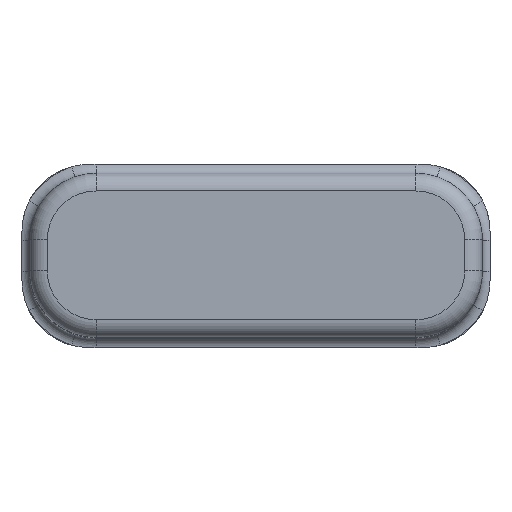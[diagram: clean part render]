
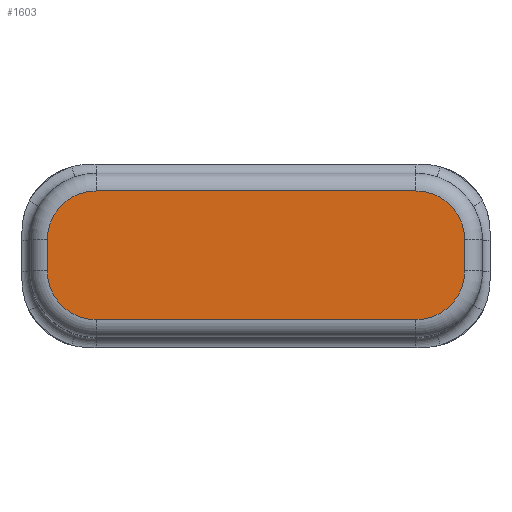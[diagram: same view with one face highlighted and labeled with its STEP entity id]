
A CAD part, top view. The second image highlights one B-rep face of the part: STEP entity #1603.
In plain terms, the highlighted planar face has unit normal (0, 0, 1).
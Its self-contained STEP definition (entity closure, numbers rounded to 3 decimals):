
#101=PLANE('',#1791);
#205=FACE_OUTER_BOUND('',#317,.T.);
#317=EDGE_LOOP('',(#1236,#1237,#1238,#1239,#1240,#1241,#1242,#1243));
#412=LINE('',#2742,#496);
#413=LINE('',#2751,#497);
#414=LINE('',#2759,#498);
#415=LINE('',#2768,#499);
#496=VECTOR('',#2113,10.);
#497=VECTOR('',#2126,10.);
#498=VECTOR('',#2137,10.);
#499=VECTOR('',#2148,10.);
#606=CIRCLE('',#1772,1.1);
#610=CIRCLE('',#1778,1.1);
#613=CIRCLE('',#1783,1.1);
#615=CIRCLE('',#1787,1.1);
#743=VERTEX_POINT('',#2735);
#746=VERTEX_POINT('',#2740);
#747=VERTEX_POINT('',#2744);
#748=VERTEX_POINT('',#2749);
#749=VERTEX_POINT('',#2753);
#750=VERTEX_POINT('',#2757);
#751=VERTEX_POINT('',#2761);
#753=VERTEX_POINT('',#2766);
#916=EDGE_CURVE('',#746,#743,#412,.T.);
#918=EDGE_CURVE('',#747,#746,#606,.T.);
#921=EDGE_CURVE('',#748,#747,#413,.T.);
#923=EDGE_CURVE('',#749,#748,#610,.T.);
#925=EDGE_CURVE('',#750,#749,#414,.T.);
#927=EDGE_CURVE('',#751,#750,#613,.T.);
#929=EDGE_CURVE('',#753,#751,#415,.T.);
#931=EDGE_CURVE('',#743,#753,#615,.T.);
#1236=ORIENTED_EDGE('',*,*,#916,.F.);
#1237=ORIENTED_EDGE('',*,*,#918,.F.);
#1238=ORIENTED_EDGE('',*,*,#921,.F.);
#1239=ORIENTED_EDGE('',*,*,#923,.F.);
#1240=ORIENTED_EDGE('',*,*,#925,.F.);
#1241=ORIENTED_EDGE('',*,*,#927,.F.);
#1242=ORIENTED_EDGE('',*,*,#929,.F.);
#1243=ORIENTED_EDGE('',*,*,#931,.F.);
#1603=ADVANCED_FACE('',(#205),#101,.T.);
#1772=AXIS2_PLACEMENT_3D('',#2746,#2118,#2119);
#1778=AXIS2_PLACEMENT_3D('',#2755,#2131,#2132);
#1783=AXIS2_PLACEMENT_3D('',#2763,#2142,#2143);
#1787=AXIS2_PLACEMENT_3D('',#2771,#2152,#2153);
#1791=AXIS2_PLACEMENT_3D('',#2777,#2162,#2163);
#2113=DIRECTION('',(0.,-1.,0.));
#2118=DIRECTION('center_axis',(0.,0.,-1.));
#2119=DIRECTION('ref_axis',(0.707,0.707,0.));
#2126=DIRECTION('',(1.,0.,0.));
#2131=DIRECTION('center_axis',(0.,0.,-1.));
#2132=DIRECTION('ref_axis',(-0.707,0.707,0.));
#2137=DIRECTION('',(0.,1.,0.));
#2142=DIRECTION('center_axis',(0.,0.,-1.));
#2143=DIRECTION('ref_axis',(-0.707,-0.707,0.));
#2148=DIRECTION('',(-1.,0.,0.));
#2152=DIRECTION('center_axis',(0.,0.,-1.));
#2153=DIRECTION('ref_axis',(0.707,-0.707,0.));
#2162=DIRECTION('center_axis',(0.,0.,1.));
#2163=DIRECTION('ref_axis',(1.,0.,0.));
#2735=CARTESIAN_POINT('',(4.7,-0.35,7.8));
#2740=CARTESIAN_POINT('',(4.7,0.35,7.8));
#2742=CARTESIAN_POINT('',(4.7,-0.175,7.8));
#2744=CARTESIAN_POINT('',(3.6,1.45,7.8));
#2746=CARTESIAN_POINT('Origin',(3.6,0.35,7.8));
#2749=CARTESIAN_POINT('',(-3.6,1.45,7.8));
#2751=CARTESIAN_POINT('',(1.8,1.45,7.8));
#2753=CARTESIAN_POINT('',(-4.7,0.35,7.8));
#2755=CARTESIAN_POINT('Origin',(-3.6,0.35,7.8));
#2757=CARTESIAN_POINT('',(-4.7,-0.35,7.8));
#2759=CARTESIAN_POINT('',(-4.7,0.175,7.8));
#2761=CARTESIAN_POINT('',(-3.6,-1.45,7.8));
#2763=CARTESIAN_POINT('Origin',(-3.6,-0.35,7.8));
#2766=CARTESIAN_POINT('',(3.6,-1.45,7.8));
#2768=CARTESIAN_POINT('',(-1.8,-1.45,7.8));
#2771=CARTESIAN_POINT('Origin',(3.6,-0.35,7.8));
#2777=CARTESIAN_POINT('Origin',(0.,0.,7.8));
